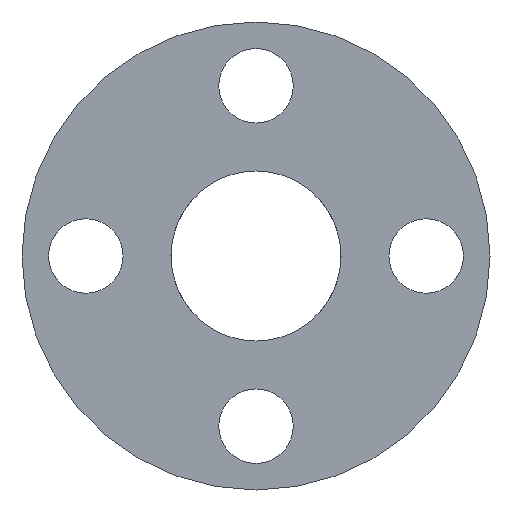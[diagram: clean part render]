
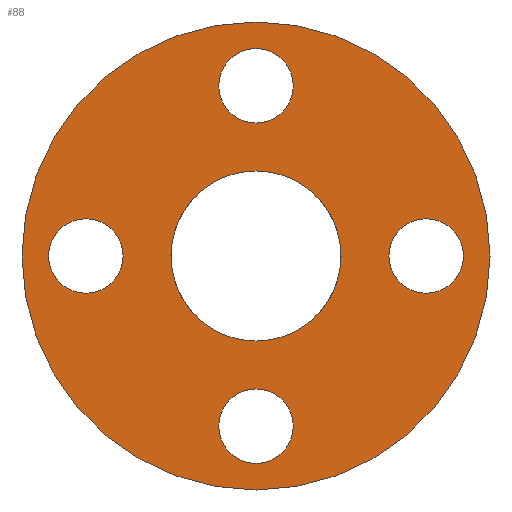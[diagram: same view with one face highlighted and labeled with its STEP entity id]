
A CAD part, front view. The second image highlights one B-rep face of the part: STEP entity #88.
In plain terms, the highlighted planar face has unit normal (0, -1, 0).
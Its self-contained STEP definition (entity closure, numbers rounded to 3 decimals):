
#66=PLANE('',#584);
#88=ADVANCED_FACE('',(#194,#195,#196,#197,#198,#199),#66,.T.);
#194=FACE_BOUND('',#230,.T.);
#195=FACE_BOUND('',#231,.T.);
#196=FACE_BOUND('',#232,.T.);
#197=FACE_BOUND('',#233,.T.);
#198=FACE_BOUND('',#234,.T.);
#199=FACE_BOUND('',#235,.T.);
#230=EDGE_LOOP('',(#296));
#231=EDGE_LOOP('',(#297));
#232=EDGE_LOOP('',(#298));
#233=EDGE_LOOP('',(#299));
#234=EDGE_LOOP('',(#300));
#235=EDGE_LOOP('',(#301));
#296=ORIENTED_EDGE('',*,*,#472,.T.);
#297=ORIENTED_EDGE('',*,*,#473,.T.);
#298=ORIENTED_EDGE('',*,*,#474,.T.);
#299=ORIENTED_EDGE('',*,*,#475,.T.);
#300=ORIENTED_EDGE('',*,*,#476,.T.);
#301=ORIENTED_EDGE('',*,*,#454,.F.);
#406=VERTEX_POINT('',#793);
#424=VERTEX_POINT('',#831);
#425=VERTEX_POINT('',#833);
#426=VERTEX_POINT('',#835);
#427=VERTEX_POINT('',#837);
#428=VERTEX_POINT('',#839);
#454=EDGE_CURVE('',#406,#406,#518,.T.);
#472=EDGE_CURVE('',#424,#424,#528,.T.);
#473=EDGE_CURVE('',#425,#425,#529,.T.);
#474=EDGE_CURVE('',#426,#426,#530,.T.);
#475=EDGE_CURVE('',#427,#427,#531,.T.);
#476=EDGE_CURVE('',#428,#428,#532,.T.);
#518=CIRCLE('',#567,4.);
#528=CIRCLE('',#579,1.75);
#529=CIRCLE('',#580,1.75);
#530=CIRCLE('',#581,1.75);
#531=CIRCLE('',#582,1.75);
#532=CIRCLE('',#583,11.);
#567=AXIS2_PLACEMENT_3D('',#792,#633,#634);
#579=AXIS2_PLACEMENT_3D('',#830,#665,#666);
#580=AXIS2_PLACEMENT_3D('',#832,#667,#668);
#581=AXIS2_PLACEMENT_3D('',#834,#669,#670);
#582=AXIS2_PLACEMENT_3D('',#836,#671,#672);
#583=AXIS2_PLACEMENT_3D('',#838,#673,#674);
#584=AXIS2_PLACEMENT_3D('',#840,#675,#676);
#633=DIRECTION('',(0.,-1.,0.));
#634=DIRECTION('',(0.,0.,-1.));
#665=DIRECTION('',(0.,1.,0.));
#666=DIRECTION('',(0.,0.,1.));
#667=DIRECTION('',(0.,1.,0.));
#668=DIRECTION('',(0.,0.,1.));
#669=DIRECTION('',(0.,1.,0.));
#670=DIRECTION('',(0.,0.,1.));
#671=DIRECTION('',(0.,1.,0.));
#672=DIRECTION('',(0.,0.,1.));
#673=DIRECTION('',(0.,-1.,0.));
#674=DIRECTION('',(0.,0.,-1.));
#675=DIRECTION('',(0.,-1.,0.));
#676=DIRECTION('',(0.,0.,-1.));
#792=CARTESIAN_POINT('',(0.,0.,0.));
#793=CARTESIAN_POINT('',(0.,0.,-4.));
#830=CARTESIAN_POINT('',(-8.,0.,0.));
#831=CARTESIAN_POINT('',(-8.,0.,1.75));
#832=CARTESIAN_POINT('',(0.,0.,-8.));
#833=CARTESIAN_POINT('',(0.,0.,-6.25));
#834=CARTESIAN_POINT('',(0.,0.,8.));
#835=CARTESIAN_POINT('',(0.,0.,9.75));
#836=CARTESIAN_POINT('',(8.,0.,0.));
#837=CARTESIAN_POINT('',(8.,0.,1.75));
#838=CARTESIAN_POINT('',(0.,0.,0.));
#839=CARTESIAN_POINT('',(0.,0.,-11.));
#840=CARTESIAN_POINT('',(4.,0.,0.));
